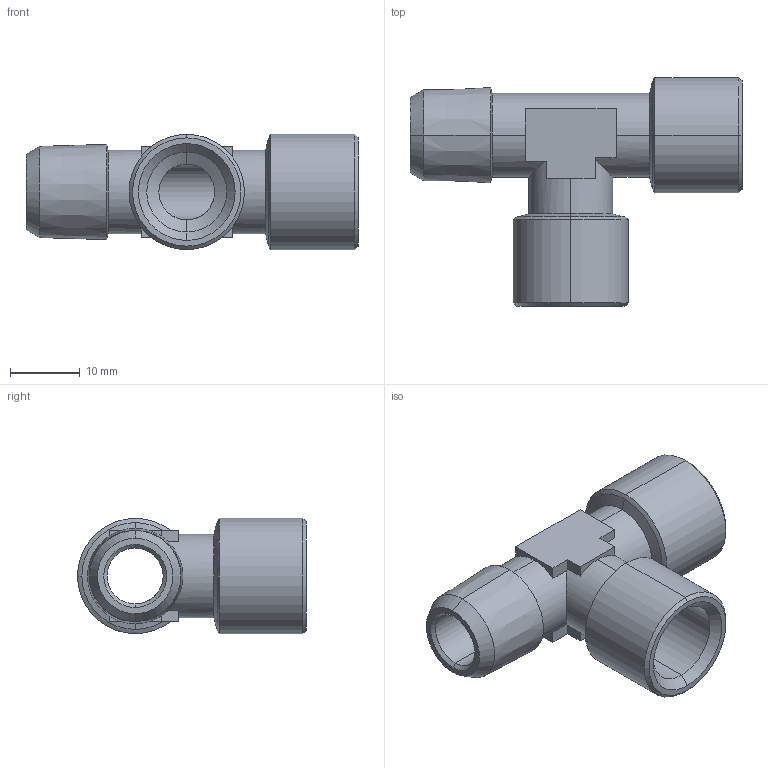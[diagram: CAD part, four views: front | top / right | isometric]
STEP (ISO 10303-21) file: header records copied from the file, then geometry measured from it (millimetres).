
FILE_DESCRIPTION (( 'STEP AP214' ), '1' );
FILE_NAME ('DRF.FFM02.STEP', '2018-09-03T09:25:06', ( '' ), ( '' ), 'SwSTEP 2.0', 'SolidWorks 2018', '' );
FILE_SCHEMA (( 'AUTOMOTIVE_DESIGN' ));
Length unit declared in the file: millimetre
Products named in the file (1): DRF.FFM02
Bounding box: 47.5 x 32.75 x 16.5 mm (x, y, z)
Volume: 5888.7 mm3; surface area: 5290.7 mm2
Topology: 1 solids, 1 shells, 67 faces, 162 edges, 96 vertices
Faces by surface type: cone 24, plane 21, cylinder 18, bspline 4
Entity records: 2044 total; most frequent: CARTESIAN_POINT 410, DIRECTION 350, ORIENTED_EDGE 324, EDGE_CURVE 162, AXIS2_PLACEMENT_3D 132, VERTEX_POINT 96, VECTOR 86, LINE 86
